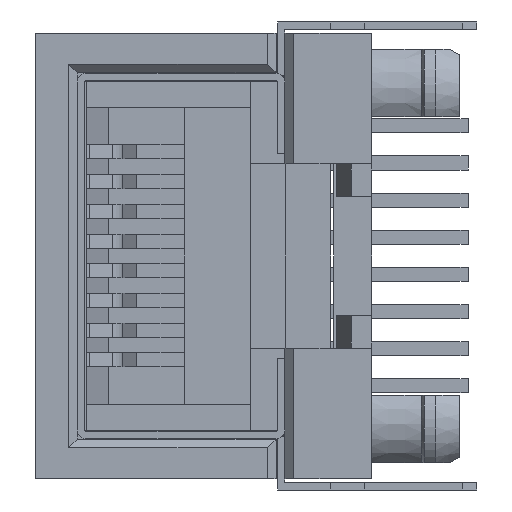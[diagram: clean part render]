
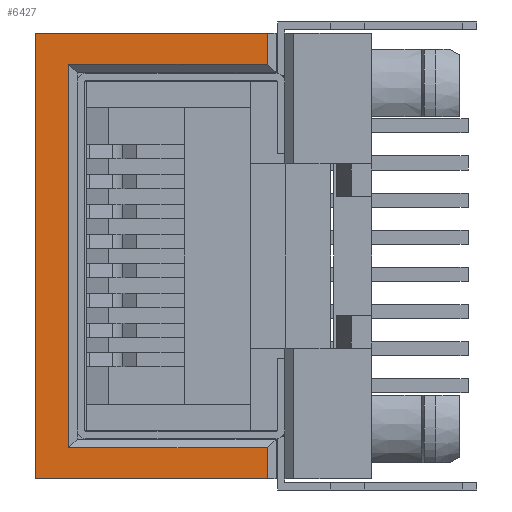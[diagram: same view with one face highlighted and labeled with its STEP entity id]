
A CAD part, left-side view. The second image highlights one B-rep face of the part: STEP entity #6427.
In plain terms, the highlighted planar face has unit normal (-1, 0, 0).
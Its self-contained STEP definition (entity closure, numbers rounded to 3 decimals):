
#47 = PLANE('',#48);
#48 = AXIS2_PLACEMENT_3D('',#49,#50,#51);
#49 = CARTESIAN_POINT('',(0.,0.,-7.62));
#50 = DIRECTION('',(0.,0.,1.));
#51 = DIRECTION('',(1.,0.,0.));
#296 = VERTEX_POINT('',#297);
#297 = CARTESIAN_POINT('',(0.,11.5,-7.62));
#311 = PLANE('',#312);
#312 = AXIS2_PLACEMENT_3D('',#313,#314,#315);
#313 = CARTESIAN_POINT('',(18.1,11.5,-7.62));
#314 = DIRECTION('',(0.,1.,0.));
#315 = DIRECTION('',(-1.,0.,0.));
#323 = EDGE_CURVE('',#296,#324,#326,.T.);
#324 = VERTEX_POINT('',#325);
#325 = CARTESIAN_POINT('',(0.,3.56,-7.62));
#326 = SURFACE_CURVE('',#327,(#331,#338),.PCURVE_S1.);
#327 = LINE('',#328,#329);
#328 = CARTESIAN_POINT('',(0.,11.5,-7.62));
#329 = VECTOR('',#330,1.);
#330 = DIRECTION('',(0.,-1.,0.));
#331 = PCURVE('',#47,#332);
#332 = DEFINITIONAL_REPRESENTATION('',(#333),#337);
#333 = LINE('',#334,#335);
#334 = CARTESIAN_POINT('',(0.,11.5));
#335 = VECTOR('',#336,1.);
#336 = DIRECTION('',(0.,-1.));
#337 = ( GEOMETRIC_REPRESENTATION_CONTEXT(2) 
PARAMETRIC_REPRESENTATION_CONTEXT() REPRESENTATION_CONTEXT('2D SPACE',''
  ) );
#338 = PCURVE('',#339,#344);
#339 = PLANE('',#340);
#340 = AXIS2_PLACEMENT_3D('',#341,#342,#343);
#341 = CARTESIAN_POINT('',(0.,11.5,-7.62));
#342 = DIRECTION('',(-1.,0.,0.));
#343 = DIRECTION('',(0.,-1.,0.));
#344 = DEFINITIONAL_REPRESENTATION('',(#345),#349);
#345 = LINE('',#346,#347);
#346 = CARTESIAN_POINT('',(0.,0.));
#347 = VECTOR('',#348,1.);
#348 = DIRECTION('',(1.,0.));
#349 = ( GEOMETRIC_REPRESENTATION_CONTEXT(2) 
PARAMETRIC_REPRESENTATION_CONTEXT() REPRESENTATION_CONTEXT('2D SPACE',''
  ) );
#367 = PLANE('',#368);
#368 = AXIS2_PLACEMENT_3D('',#369,#370,#371);
#369 = CARTESIAN_POINT('',(0.15,3.41,-6.94));
#370 = DIRECTION('',(-0.707,-0.707,0.));
#371 = DIRECTION('',(0.,0.,-1.));
#887 = PLANE('',#888);
#888 = AXIS2_PLACEMENT_3D('',#889,#890,#891);
#889 = CARTESIAN_POINT('',(0.,0.,7.62));
#890 = DIRECTION('',(0.,0.,1.));
#891 = DIRECTION('',(1.,0.,0.));
#5953 = VERTEX_POINT('',#5954);
#5954 = CARTESIAN_POINT('',(0.,3.56,7.62));
#5968 = PLANE('',#5969);
#5969 = AXIS2_PLACEMENT_3D('',#5970,#5971,#5972);
#5970 = CARTESIAN_POINT('',(0.15,3.41,6.94));
#5971 = DIRECTION('',(-0.707,-0.707,0.));
#5972 = DIRECTION('',(0.,0.,-1.));
#5980 = EDGE_CURVE('',#5981,#5953,#5983,.T.);
#5981 = VERTEX_POINT('',#5982);
#5982 = CARTESIAN_POINT('',(0.,11.5,7.62));
#5983 = SURFACE_CURVE('',#5984,(#5988,#5995),.PCURVE_S1.);
#5984 = LINE('',#5985,#5986);
#5985 = CARTESIAN_POINT('',(0.,11.5,7.62));
#5986 = VECTOR('',#5987,1.);
#5987 = DIRECTION('',(0.,-1.,0.));
#5988 = PCURVE('',#887,#5989);
#5989 = DEFINITIONAL_REPRESENTATION('',(#5990),#5994);
#5990 = LINE('',#5991,#5992);
#5991 = CARTESIAN_POINT('',(0.,11.5));
#5992 = VECTOR('',#5993,1.);
#5993 = DIRECTION('',(0.,-1.));
#5994 = ( GEOMETRIC_REPRESENTATION_CONTEXT(2) 
PARAMETRIC_REPRESENTATION_CONTEXT() REPRESENTATION_CONTEXT('2D SPACE',''
  ) );
#5995 = PCURVE('',#339,#5996);
#5996 = DEFINITIONAL_REPRESENTATION('',(#5997),#6001);
#5997 = LINE('',#5998,#5999);
#5998 = CARTESIAN_POINT('',(0.,15.24));
#5999 = VECTOR('',#6000,1.);
#6000 = DIRECTION('',(1.,0.));
#6001 = ( GEOMETRIC_REPRESENTATION_CONTEXT(2) 
PARAMETRIC_REPRESENTATION_CONTEXT() REPRESENTATION_CONTEXT('2D SPACE',''
  ) );
#6304 = VERTEX_POINT('',#6305);
#6305 = CARTESIAN_POINT('',(0.,3.56,6.56));
#6319 = PLANE('',#6320);
#6320 = AXIS2_PLACEMENT_3D('',#6321,#6322,#6323);
#6321 = CARTESIAN_POINT('',(0.15,6.66,6.41));
#6322 = DIRECTION('',(-0.707,0.,-0.707));
#6323 = DIRECTION('',(0.,-1.,0.));
#6331 = EDGE_CURVE('',#6304,#5953,#6332,.T.);
#6332 = SURFACE_CURVE('',#6333,(#6337,#6344),.PCURVE_S1.);
#6333 = LINE('',#6334,#6335);
#6334 = CARTESIAN_POINT('',(0.,3.56,6.56));
#6335 = VECTOR('',#6336,1.);
#6336 = DIRECTION('',(0.,0.,1.));
#6337 = PCURVE('',#5968,#6338);
#6338 = DEFINITIONAL_REPRESENTATION('',(#6339),#6343);
#6339 = LINE('',#6340,#6341);
#6340 = CARTESIAN_POINT('',(0.38,-0.212));
#6341 = VECTOR('',#6342,1.);
#6342 = DIRECTION('',(-1.,0.));
#6343 = ( GEOMETRIC_REPRESENTATION_CONTEXT(2) 
PARAMETRIC_REPRESENTATION_CONTEXT() REPRESENTATION_CONTEXT('2D SPACE',''
  ) );
#6344 = PCURVE('',#339,#6345);
#6345 = DEFINITIONAL_REPRESENTATION('',(#6346),#6350);
#6346 = LINE('',#6347,#6348);
#6347 = CARTESIAN_POINT('',(7.94,14.18));
#6348 = VECTOR('',#6349,1.);
#6349 = DIRECTION('',(0.,1.));
#6350 = ( GEOMETRIC_REPRESENTATION_CONTEXT(2) 
PARAMETRIC_REPRESENTATION_CONTEXT() REPRESENTATION_CONTEXT('2D SPACE',''
  ) );
#6355 = EDGE_CURVE('',#6356,#6304,#6358,.T.);
#6356 = VERTEX_POINT('',#6357);
#6357 = CARTESIAN_POINT('',(0.,10.36,6.56));
#6358 = SURFACE_CURVE('',#6359,(#6363,#6370),.PCURVE_S1.);
#6359 = LINE('',#6360,#6361);
#6360 = CARTESIAN_POINT('',(0.,10.36,6.56));
#6361 = VECTOR('',#6362,1.);
#6362 = DIRECTION('',(0.,-1.,0.));
#6363 = PCURVE('',#6319,#6364);
#6364 = DEFINITIONAL_REPRESENTATION('',(#6365),#6369);
#6365 = LINE('',#6366,#6367);
#6366 = CARTESIAN_POINT('',(-3.7,0.212));
#6367 = VECTOR('',#6368,1.);
#6368 = DIRECTION('',(1.,0.));
#6369 = ( GEOMETRIC_REPRESENTATION_CONTEXT(2) 
PARAMETRIC_REPRESENTATION_CONTEXT() REPRESENTATION_CONTEXT('2D SPACE',''
  ) );
#6370 = PCURVE('',#339,#6371);
#6371 = DEFINITIONAL_REPRESENTATION('',(#6372),#6376);
#6372 = LINE('',#6373,#6374);
#6373 = CARTESIAN_POINT('',(1.14,14.18));
#6374 = VECTOR('',#6375,1.);
#6375 = DIRECTION('',(1.,0.));
#6376 = ( GEOMETRIC_REPRESENTATION_CONTEXT(2) 
PARAMETRIC_REPRESENTATION_CONTEXT() REPRESENTATION_CONTEXT('2D SPACE',''
  ) );
#6416 = PLANE('',#6417);
#6417 = AXIS2_PLACEMENT_3D('',#6418,#6419,#6420);
#6418 = CARTESIAN_POINT('',(0.15,10.21,0.));
#6419 = DIRECTION('',(-0.707,-0.707,0.));
#6420 = DIRECTION('',(0.,0.,-1.));
#6427 = ADVANCED_FACE('',(#6428),#339,.T.);
#6428 = FACE_BOUND('',#6429,.F.);
#6429 = EDGE_LOOP('',(#6430,#6453,#6454,#6475,#6476,#6477,#6478,#6501));
#6430 = ORIENTED_EDGE('',*,*,#6431,.F.);
#6431 = EDGE_CURVE('',#324,#6432,#6434,.T.);
#6432 = VERTEX_POINT('',#6433);
#6433 = CARTESIAN_POINT('',(0.,3.56,-6.56));
#6434 = SURFACE_CURVE('',#6435,(#6439,#6446),.PCURVE_S1.);
#6435 = LINE('',#6436,#6437);
#6436 = CARTESIAN_POINT('',(0.,3.56,-7.62));
#6437 = VECTOR('',#6438,1.);
#6438 = DIRECTION('',(0.,0.,1.));
#6439 = PCURVE('',#339,#6440);
#6440 = DEFINITIONAL_REPRESENTATION('',(#6441),#6445);
#6441 = LINE('',#6442,#6443);
#6442 = CARTESIAN_POINT('',(7.94,0.));
#6443 = VECTOR('',#6444,1.);
#6444 = DIRECTION('',(0.,1.));
#6445 = ( GEOMETRIC_REPRESENTATION_CONTEXT(2) 
PARAMETRIC_REPRESENTATION_CONTEXT() REPRESENTATION_CONTEXT('2D SPACE',''
  ) );
#6446 = PCURVE('',#367,#6447);
#6447 = DEFINITIONAL_REPRESENTATION('',(#6448),#6452);
#6448 = LINE('',#6449,#6450);
#6449 = CARTESIAN_POINT('',(0.68,-0.212));
#6450 = VECTOR('',#6451,1.);
#6451 = DIRECTION('',(-1.,0.));
#6452 = ( GEOMETRIC_REPRESENTATION_CONTEXT(2) 
PARAMETRIC_REPRESENTATION_CONTEXT() REPRESENTATION_CONTEXT('2D SPACE',''
  ) );
#6453 = ORIENTED_EDGE('',*,*,#323,.F.);
#6454 = ORIENTED_EDGE('',*,*,#6455,.T.);
#6455 = EDGE_CURVE('',#296,#5981,#6456,.T.);
#6456 = SURFACE_CURVE('',#6457,(#6461,#6468),.PCURVE_S1.);
#6457 = LINE('',#6458,#6459);
#6458 = CARTESIAN_POINT('',(0.,11.5,-7.62));
#6459 = VECTOR('',#6460,1.);
#6460 = DIRECTION('',(0.,0.,1.));
#6461 = PCURVE('',#339,#6462);
#6462 = DEFINITIONAL_REPRESENTATION('',(#6463),#6467);
#6463 = LINE('',#6464,#6465);
#6464 = CARTESIAN_POINT('',(0.,0.));
#6465 = VECTOR('',#6466,1.);
#6466 = DIRECTION('',(0.,1.));
#6467 = ( GEOMETRIC_REPRESENTATION_CONTEXT(2) 
PARAMETRIC_REPRESENTATION_CONTEXT() REPRESENTATION_CONTEXT('2D SPACE',''
  ) );
#6468 = PCURVE('',#311,#6469);
#6469 = DEFINITIONAL_REPRESENTATION('',(#6470),#6474);
#6470 = LINE('',#6471,#6472);
#6471 = CARTESIAN_POINT('',(18.1,0.));
#6472 = VECTOR('',#6473,1.);
#6473 = DIRECTION('',(0.,1.));
#6474 = ( GEOMETRIC_REPRESENTATION_CONTEXT(2) 
PARAMETRIC_REPRESENTATION_CONTEXT() REPRESENTATION_CONTEXT('2D SPACE',''
  ) );
#6475 = ORIENTED_EDGE('',*,*,#5980,.T.);
#6476 = ORIENTED_EDGE('',*,*,#6331,.F.);
#6477 = ORIENTED_EDGE('',*,*,#6355,.F.);
#6478 = ORIENTED_EDGE('',*,*,#6479,.T.);
#6479 = EDGE_CURVE('',#6356,#6480,#6482,.T.);
#6480 = VERTEX_POINT('',#6481);
#6481 = CARTESIAN_POINT('',(0.,10.36,-6.56));
#6482 = SURFACE_CURVE('',#6483,(#6487,#6494),.PCURVE_S1.);
#6483 = LINE('',#6484,#6485);
#6484 = CARTESIAN_POINT('',(0.,10.36,6.56));
#6485 = VECTOR('',#6486,1.);
#6486 = DIRECTION('',(0.,0.,-1.));
#6487 = PCURVE('',#339,#6488);
#6488 = DEFINITIONAL_REPRESENTATION('',(#6489),#6493);
#6489 = LINE('',#6490,#6491);
#6490 = CARTESIAN_POINT('',(1.14,14.18));
#6491 = VECTOR('',#6492,1.);
#6492 = DIRECTION('',(0.,-1.));
#6493 = ( GEOMETRIC_REPRESENTATION_CONTEXT(2) 
PARAMETRIC_REPRESENTATION_CONTEXT() REPRESENTATION_CONTEXT('2D SPACE',''
  ) );
#6494 = PCURVE('',#6416,#6495);
#6495 = DEFINITIONAL_REPRESENTATION('',(#6496),#6500);
#6496 = LINE('',#6497,#6498);
#6497 = CARTESIAN_POINT('',(-6.56,-0.212));
#6498 = VECTOR('',#6499,1.);
#6499 = DIRECTION('',(1.,0.));
#6500 = ( GEOMETRIC_REPRESENTATION_CONTEXT(2) 
PARAMETRIC_REPRESENTATION_CONTEXT() REPRESENTATION_CONTEXT('2D SPACE',''
  ) );
#6501 = ORIENTED_EDGE('',*,*,#6502,.F.);
#6502 = EDGE_CURVE('',#6432,#6480,#6503,.T.);
#6503 = SURFACE_CURVE('',#6504,(#6508,#6515),.PCURVE_S1.);
#6504 = LINE('',#6505,#6506);
#6505 = CARTESIAN_POINT('',(0.,3.56,-6.56));
#6506 = VECTOR('',#6507,1.);
#6507 = DIRECTION('',(0.,1.,0.));
#6508 = PCURVE('',#339,#6509);
#6509 = DEFINITIONAL_REPRESENTATION('',(#6510),#6514);
#6510 = LINE('',#6511,#6512);
#6511 = CARTESIAN_POINT('',(7.94,1.06));
#6512 = VECTOR('',#6513,1.);
#6513 = DIRECTION('',(-1.,0.));
#6514 = ( GEOMETRIC_REPRESENTATION_CONTEXT(2) 
PARAMETRIC_REPRESENTATION_CONTEXT() REPRESENTATION_CONTEXT('2D SPACE',''
  ) );
#6515 = PCURVE('',#6516,#6521);
#6516 = PLANE('',#6517);
#6517 = AXIS2_PLACEMENT_3D('',#6518,#6519,#6520);
#6518 = CARTESIAN_POINT('',(0.15,6.66,-6.41));
#6519 = DIRECTION('',(-0.707,0.,0.707));
#6520 = DIRECTION('',(0.,-1.,0.));
#6521 = DEFINITIONAL_REPRESENTATION('',(#6522),#6526);
#6522 = LINE('',#6523,#6524);
#6523 = CARTESIAN_POINT('',(3.1,-0.212));
#6524 = VECTOR('',#6525,1.);
#6525 = DIRECTION('',(-1.,0.));
#6526 = ( GEOMETRIC_REPRESENTATION_CONTEXT(2) 
PARAMETRIC_REPRESENTATION_CONTEXT() REPRESENTATION_CONTEXT('2D SPACE',''
  ) );
